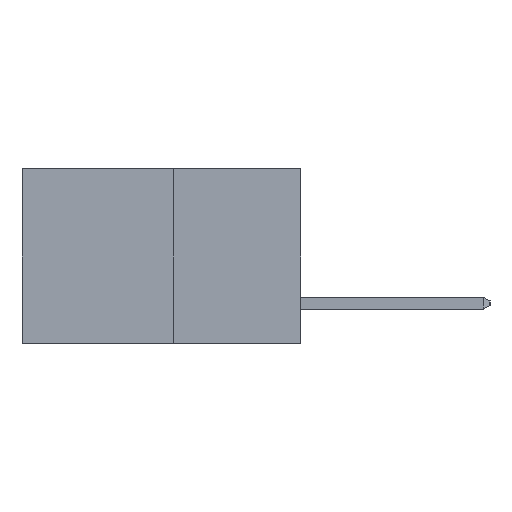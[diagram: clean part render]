
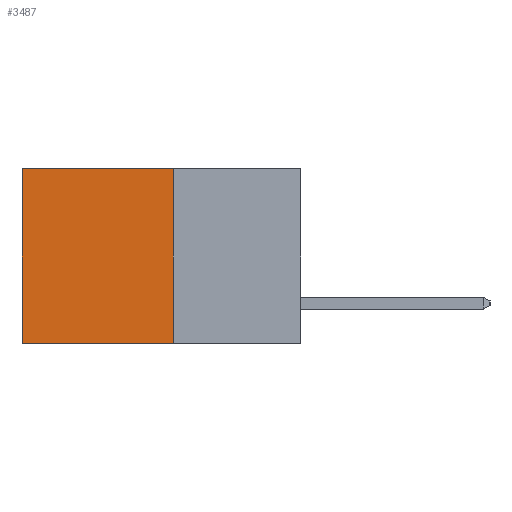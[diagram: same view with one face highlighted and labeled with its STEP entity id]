
A CAD part, left-side view. The second image highlights one B-rep face of the part: STEP entity #3487.
In plain terms, the highlighted planar face has unit normal (-1, 0, 0).
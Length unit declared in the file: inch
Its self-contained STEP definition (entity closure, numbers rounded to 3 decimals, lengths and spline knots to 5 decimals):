
#98 = AXIS2_PLACEMENT_3D ( 'NONE', #8145, #8009, #7975 ) ;
#336 = CARTESIAN_POINT ( 'NONE',  ( 0.277, 0.27, 0. ) ) ;
#824 = VECTOR ( 'NONE', #8613, 39.37008 ) ;
#874 = CARTESIAN_POINT ( 'NONE',  ( 0.277, 0.27, -0.37 ) ) ;
#1572 = LINE ( 'NONE', #874, #3998 ) ;
#1842 = LINE ( 'NONE', #5853, #4240 ) ;
#2319 = EDGE_CURVE ( 'NONE', #8134, #8853, #9242, .T. ) ;
#2881 = ORIENTED_EDGE ( 'NONE', *, *, #2319, .F. ) ;
#3068 = EDGE_LOOP ( 'NONE', ( #3764, #2881, #9422, #5311 ) ) ;
#3487 = ADVANCED_FACE ( 'NONE', ( #5064 ), #8224, .F. ) ;
#3764 = ORIENTED_EDGE ( 'NONE', *, *, #10037, .T. ) ;
#3998 = VECTOR ( 'NONE', #6154, 39.37008 ) ;
#4240 = VECTOR ( 'NONE', #10130, 39.37008 ) ;
#4846 = EDGE_CURVE ( 'NONE', #8076, #8134, #1572, .T. ) ;
#5064 = FACE_OUTER_BOUND ( 'NONE', #3068, .T. ) ;
#5164 = CARTESIAN_POINT ( 'NONE',  ( 0.277, 0.27, 0. ) ) ;
#5311 = ORIENTED_EDGE ( 'NONE', *, *, #5943, .T. ) ;
#5853 = CARTESIAN_POINT ( 'NONE',  ( 0.277, 0.59, -0.37 ) ) ;
#5943 = EDGE_CURVE ( 'NONE', #8076, #9646, #7575, .T. ) ;
#6154 = DIRECTION ( 'NONE',  ( 0., 0., -1. ) ) ;
#6196 = CARTESIAN_POINT ( 'NONE',  ( 0.277, 0.59, 0. ) ) ;
#6797 = CARTESIAN_POINT ( 'NONE',  ( 0.277, 0.27, -0.37 ) ) ;
#6959 = VECTOR ( 'NONE', #10635, 39.37008 ) ;
#7575 = LINE ( 'NONE', #5164, #824 ) ;
#7975 = DIRECTION ( 'NONE',  ( 0., 0., -1. ) ) ;
#8009 = DIRECTION ( 'NONE',  ( 1., 0., 0. ) ) ;
#8076 = VERTEX_POINT ( 'NONE', #336 ) ;
#8134 = VERTEX_POINT ( 'NONE', #6797 ) ;
#8145 = CARTESIAN_POINT ( 'NONE',  ( 0.277, 0.27, -0.37 ) ) ;
#8224 = PLANE ( 'NONE',  #98 ) ;
#8613 = DIRECTION ( 'NONE',  ( 0., 1., 0. ) ) ;
#8853 = VERTEX_POINT ( 'NONE', #10309 ) ;
#9242 = LINE ( 'NONE', #11163, #6959 ) ;
#9422 = ORIENTED_EDGE ( 'NONE', *, *, #4846, .F. ) ;
#9646 = VERTEX_POINT ( 'NONE', #6196 ) ;
#10037 = EDGE_CURVE ( 'NONE', #9646, #8853, #1842, .T. ) ;
#10130 = DIRECTION ( 'NONE',  ( 0., 0., -1. ) ) ;
#10309 = CARTESIAN_POINT ( 'NONE',  ( 0.277, 0.59, -0.37 ) ) ;
#10635 = DIRECTION ( 'NONE',  ( 0., 1., 0. ) ) ;
#11163 = CARTESIAN_POINT ( 'NONE',  ( 0.277, 0.27, -0.37 ) ) ;
